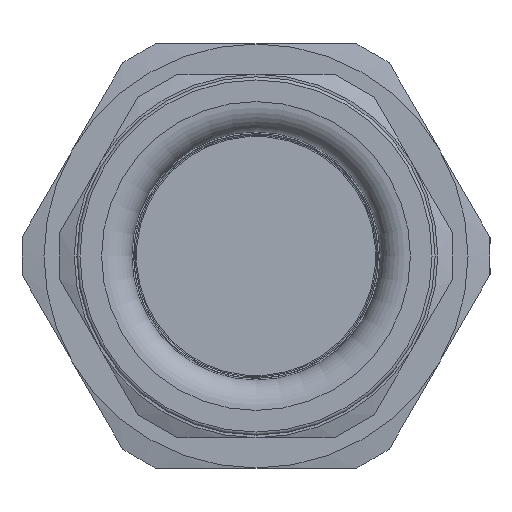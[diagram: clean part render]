
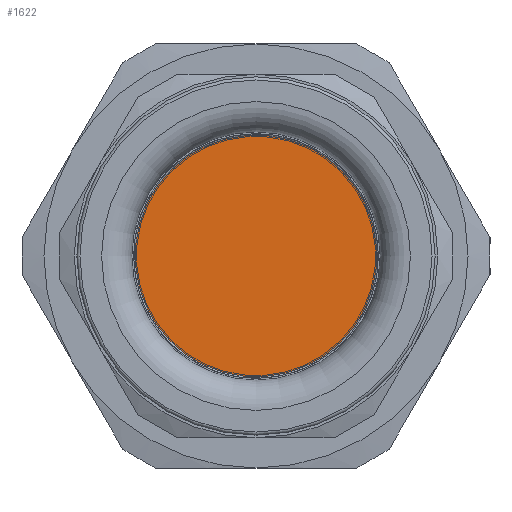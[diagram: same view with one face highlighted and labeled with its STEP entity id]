
A CAD part, left-side view. The second image highlights one B-rep face of the part: STEP entity #1622.
In plain terms, the highlighted planar face has unit normal (-1, 0, 0).
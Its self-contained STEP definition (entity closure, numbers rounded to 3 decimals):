
#235=PLANE('',#1897);
#403=FACE_OUTER_BOUND('',#571,.T.);
#571=EDGE_LOOP('',(#1475));
#658=CIRCLE('',#1873,7.98);
#834=VERTEX_POINT('',#6950);
#1044=EDGE_CURVE('',#834,#834,#658,.T.);
#1475=ORIENTED_EDGE('',*,*,#1044,.F.);
#1622=ADVANCED_FACE('',(#403),#235,.T.);
#1873=AXIS2_PLACEMENT_3D('',#6951,#2302,#2303);
#1897=AXIS2_PLACEMENT_3D('',#6986,#2350,#2351);
#2302=DIRECTION('center_axis',(1.,0.,0.));
#2303=DIRECTION('ref_axis',(0.,0.,-1.));
#2350=DIRECTION('center_axis',(-1.,0.,0.));
#2351=DIRECTION('ref_axis',(0.,0.,1.));
#6950=CARTESIAN_POINT('',(-0.034,7.98,0.));
#6951=CARTESIAN_POINT('Origin',(-0.034,0.,0.));
#6986=CARTESIAN_POINT('Origin',(-0.034,7.98,0.));
